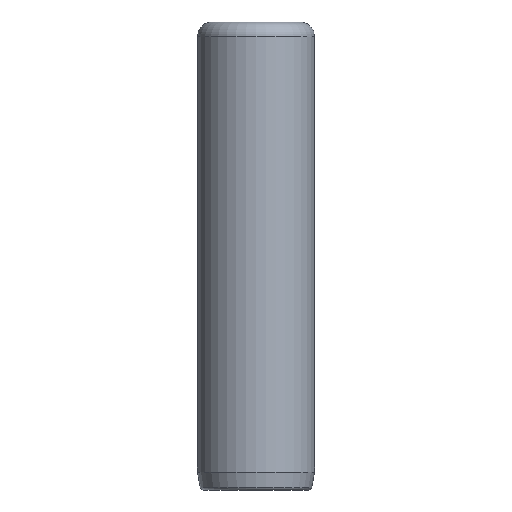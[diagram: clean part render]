
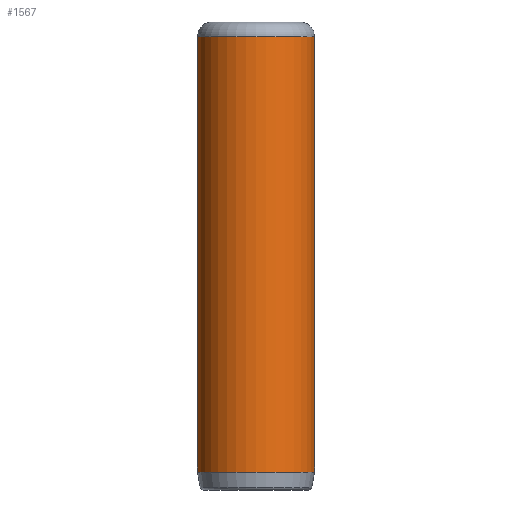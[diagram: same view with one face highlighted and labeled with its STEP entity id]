
A CAD part, front view. The second image highlights one B-rep face of the part: STEP entity #1567.
In plain terms, the highlighted cylindrical face has radius 6.35 mm (diameter 12.7 mm), a partial arc.
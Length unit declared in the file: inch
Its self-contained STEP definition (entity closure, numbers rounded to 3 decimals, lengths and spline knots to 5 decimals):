
#5 = DIRECTION ( 'NONE',  ( 0., 0., 1. ) ) ;
#185 = DIRECTION ( 'NONE',  ( 0., 0., 1. ) ) ;
#216 = CARTESIAN_POINT ( 'NONE',  ( 0., 0., 1. ) ) ;
#219 = DIRECTION ( 'NONE',  ( 0., 0., 1. ) ) ;
#233 = ORIENTED_EDGE ( 'NONE', *, *, #1977, .T. ) ;
#243 = CARTESIAN_POINT ( 'NONE',  ( -0.25, 0., -0.92309 ) ) ;
#355 = EDGE_CURVE ( 'NONE', #681, #686, #1891, .T. ) ;
#394 = CYLINDRICAL_SURFACE ( 'NONE', #1783, 0.25 ) ;
#584 = CARTESIAN_POINT ( 'NONE',  ( 0., 0., 0.9375 ) ) ;
#592 = DIRECTION ( 'NONE',  ( 0., 0., 1. ) ) ;
#681 = VERTEX_POINT ( 'NONE', #1391 ) ;
#686 = VERTEX_POINT ( 'NONE', #2184 ) ;
#740 = ORIENTED_EDGE ( 'NONE', *, *, #1995, .F. ) ;
#755 = CIRCLE ( 'NONE', #1341, 0.25 ) ;
#776 = CARTESIAN_POINT ( 'NONE',  ( 0.25, 0., 1. ) ) ;
#1019 = EDGE_LOOP ( 'NONE', ( #1367, #233, #1226, #740 ) ) ;
#1099 = VECTOR ( 'NONE', #1737, 39.37008 ) ;
#1162 = DIRECTION ( 'NONE',  ( 1., 0., 0. ) ) ;
#1226 = ORIENTED_EDGE ( 'NONE', *, *, #355, .T. ) ;
#1246 = FACE_OUTER_BOUND ( 'NONE', #1019, .T. ) ;
#1341 = AXIS2_PLACEMENT_3D ( 'NONE', #584, #592, #1162 ) ;
#1367 = ORIENTED_EDGE ( 'NONE', *, *, #1389, .F. ) ;
#1389 = EDGE_CURVE ( 'NONE', #2128, #2057, #1692, .T. ) ;
#1391 = CARTESIAN_POINT ( 'NONE',  ( 0.25, 0., -0.92309 ) ) ;
#1401 = VECTOR ( 'NONE', #185, 39.37008 ) ;
#1531 = CARTESIAN_POINT ( 'NONE',  ( -0.25, 0., 1. ) ) ;
#1543 = CIRCLE ( 'NONE', #2223, 0.25 ) ;
#1545 = CARTESIAN_POINT ( 'NONE',  ( 0., 0., -0.92309 ) ) ;
#1567 = ADVANCED_FACE ( 'NONE', ( #1246 ), #394, .T. ) ;
#1692 = LINE ( 'NONE', #1531, #1401 ) ;
#1713 = DIRECTION ( 'NONE',  ( 1., 0., 0. ) ) ;
#1737 = DIRECTION ( 'NONE',  ( 0., 0., 1. ) ) ;
#1783 = AXIS2_PLACEMENT_3D ( 'NONE', #216, #5, #1713 ) ;
#1891 = LINE ( 'NONE', #776, #1099 ) ;
#1977 = EDGE_CURVE ( 'NONE', #2128, #681, #1543, .T. ) ;
#1995 = EDGE_CURVE ( 'NONE', #2057, #686, #755, .T. ) ;
#2057 = VERTEX_POINT ( 'NONE', #2400 ) ;
#2125 = DIRECTION ( 'NONE',  ( 1., 0., 0. ) ) ;
#2128 = VERTEX_POINT ( 'NONE', #243 ) ;
#2184 = CARTESIAN_POINT ( 'NONE',  ( 0.25, 0., 0.9375 ) ) ;
#2223 = AXIS2_PLACEMENT_3D ( 'NONE', #1545, #219, #2125 ) ;
#2400 = CARTESIAN_POINT ( 'NONE',  ( -0.25, 0., 0.9375 ) ) ;
